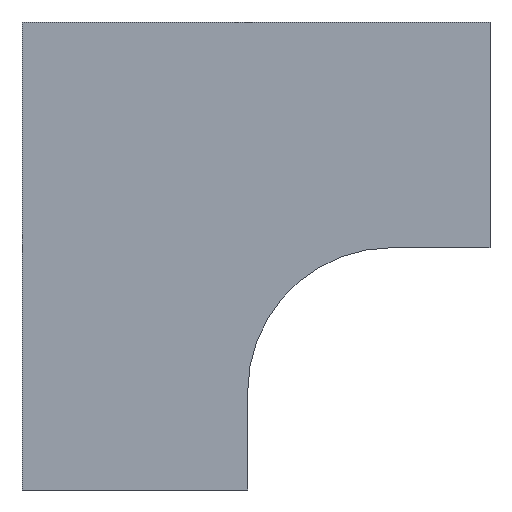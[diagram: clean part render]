
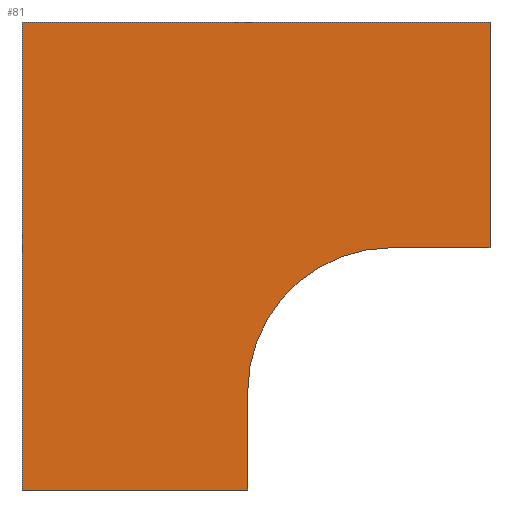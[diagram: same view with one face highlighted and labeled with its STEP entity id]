
A CAD part, front view. The second image highlights one B-rep face of the part: STEP entity #81.
In plain terms, the highlighted planar face has unit normal (0, -1, 0).
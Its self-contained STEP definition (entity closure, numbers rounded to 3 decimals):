
#9 = CARTESIAN_POINT ( 'NONE',  ( 65., -67.45, 65. ) ) ;
#10 = DIRECTION ( 'NONE',  ( -1., 0., 0. ) ) ;
#11 = CARTESIAN_POINT ( 'NONE',  ( 37.7, -67.45, 2.3 ) ) ;
#19 = VECTOR ( 'NONE', #302, 1000. ) ;
#23 = LINE ( 'NONE', #433, #19 ) ;
#29 = VECTOR ( 'NONE', #10, 1000. ) ;
#38 = LINE ( 'NONE', #11, #29 ) ;
#55 = DIRECTION ( 'NONE',  ( -1., 0., 0. ) ) ;
#60 = CARTESIAN_POINT ( 'NONE',  ( -65., -67.45, -65. ) ) ;
#65 = VECTOR ( 'NONE', #55, 1000. ) ;
#69 = LINE ( 'NONE', #60, #65 ) ;
#71 = CARTESIAN_POINT ( 'NONE',  ( -2.3, -67.45, -37.7 ) ) ;
#81 = ADVANCED_FACE ( 'NONE', ( #254 ), #191, .F. ) ;
#110 = DIRECTION ( 'NONE',  ( 0., 1., 0. ) ) ;
#126 = LINE ( 'NONE', #177, #150 ) ;
#150 = VECTOR ( 'NONE', #170, 1000. ) ;
#162 = CIRCLE ( 'NONE', #379, 40. ) ;
#168 = ORIENTED_EDGE ( 'NONE', *, *, #523, .F. ) ;
#170 = DIRECTION ( 'NONE',  ( 1., 0., 0. ) ) ;
#177 = CARTESIAN_POINT ( 'NONE',  ( -65., -67.45, 65. ) ) ;
#183 = VECTOR ( 'NONE', #365, 1000. ) ;
#184 = CARTESIAN_POINT ( 'NONE',  ( 37.7, -67.45, 2.3 ) ) ;
#187 = DIRECTION ( 'NONE',  ( 0., 0., 1. ) ) ;
#191 = PLANE ( 'NONE',  #447 ) ;
#194 = LINE ( 'NONE', #381, #183 ) ;
#196 = DIRECTION ( 'NONE',  ( 0., -1., 0. ) ) ;
#198 = CARTESIAN_POINT ( 'NONE',  ( 37.7, -67.45, -37.7 ) ) ;
#206 = VECTOR ( 'NONE', #429, 1000. ) ;
#217 = CARTESIAN_POINT ( 'NONE',  ( -65., -67.45, 65. ) ) ;
#225 = LINE ( 'NONE', #444, #206 ) ;
#254 = FACE_OUTER_BOUND ( 'NONE', #292, .T. ) ;
#267 = CARTESIAN_POINT ( 'NONE',  ( 37.7, -67.45, -37.7 ) ) ;
#282 = CARTESIAN_POINT ( 'NONE',  ( 65., -67.45, 2.3 ) ) ;
#284 = EDGE_CURVE ( 'NONE', #441, #461, #225, .T. ) ;
#285 = CARTESIAN_POINT ( 'NONE',  ( -65., -67.45, -65. ) ) ;
#289 = VERTEX_POINT ( 'NONE', #184 ) ;
#292 = EDGE_LOOP ( 'NONE', ( #483, #485, #487, #489, #168, #497, #501 ) ) ;
#302 = DIRECTION ( 'NONE',  ( 0., 0., -1. ) ) ;
#310 = VERTEX_POINT ( 'NONE', #71 ) ;
#317 = VERTEX_POINT ( 'NONE', #9 ) ;
#365 = DIRECTION ( 'NONE',  ( 0., 0., -1. ) ) ;
#368 = VERTEX_POINT ( 'NONE', #499 ) ;
#379 = AXIS2_PLACEMENT_3D ( 'NONE', #198, #196, #187 ) ;
#381 = CARTESIAN_POINT ( 'NONE',  ( -2.3, -67.45, -65. ) ) ;
#383 = EDGE_CURVE ( 'NONE', #310, #368, #194, .T. ) ;
#405 = DIRECTION ( 'NONE',  ( 0., 0., 1. ) ) ;
#416 = VERTEX_POINT ( 'NONE', #282 ) ;
#429 = DIRECTION ( 'NONE',  ( 0., 0., 1. ) ) ;
#433 = CARTESIAN_POINT ( 'NONE',  ( 65., -67.45, 2.3 ) ) ;
#441 = VERTEX_POINT ( 'NONE', #285 ) ;
#444 = CARTESIAN_POINT ( 'NONE',  ( -65., -67.45, 65. ) ) ;
#447 = AXIS2_PLACEMENT_3D ( 'NONE', #267, #110, #405 ) ;
#459 = EDGE_CURVE ( 'NONE', #289, #310, #162, .T. ) ;
#461 = VERTEX_POINT ( 'NONE', #217 ) ;
#465 = EDGE_CURVE ( 'NONE', #461, #317, #126, .T. ) ;
#483 = ORIENTED_EDGE ( 'NONE', *, *, #284, .F. ) ;
#485 = ORIENTED_EDGE ( 'NONE', *, *, #495, .F. ) ;
#487 = ORIENTED_EDGE ( 'NONE', *, *, #383, .F. ) ;
#489 = ORIENTED_EDGE ( 'NONE', *, *, #459, .F. ) ;
#495 = EDGE_CURVE ( 'NONE', #368, #441, #69, .T. ) ;
#497 = ORIENTED_EDGE ( 'NONE', *, *, #528, .F. ) ;
#499 = CARTESIAN_POINT ( 'NONE',  ( -2.3, -67.45, -65. ) ) ;
#501 = ORIENTED_EDGE ( 'NONE', *, *, #465, .F. ) ;
#523 = EDGE_CURVE ( 'NONE', #416, #289, #38, .T. ) ;
#528 = EDGE_CURVE ( 'NONE', #317, #416, #23, .T. ) ;
